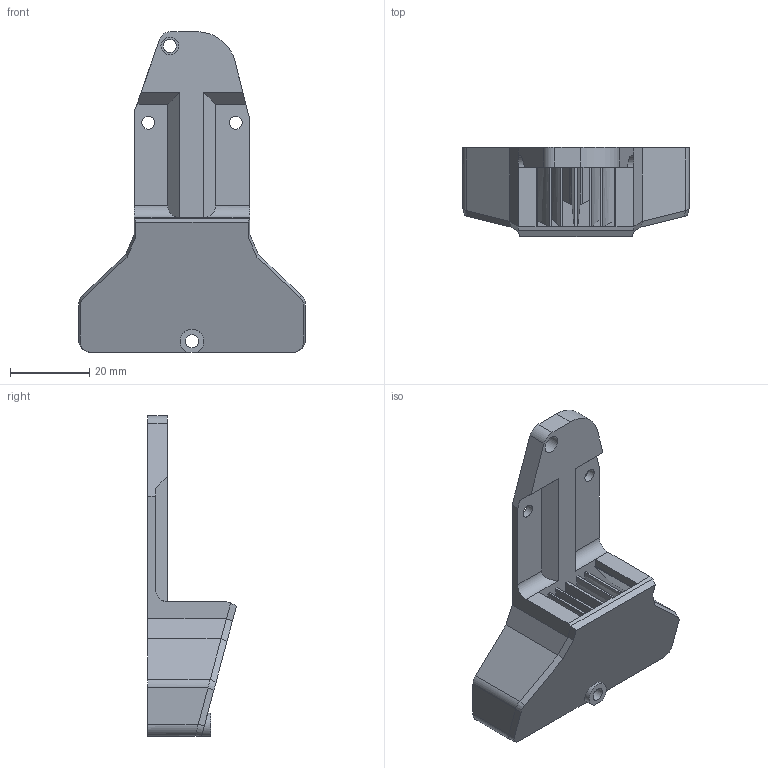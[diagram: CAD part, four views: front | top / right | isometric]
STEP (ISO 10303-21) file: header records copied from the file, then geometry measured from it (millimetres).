
FILE_DESCRIPTION(/* description */ (''),/* implementation_level */ '2;1');
FILE_NAME(/* name */ '5015 Rotated Part Fan.step',/* time_stamp */ '2022-06-14T11:05:23-05:00',/* author */ (''),/* organization */ (''),/* preprocessor_version */ 'ST-DEVELOPER v19',/* originating_system */ 'Autodesk Translation Framework v11.7.0.108',/* authorisation */ '');
FILE_SCHEMA (('AUTOMOTIVE_DESIGN { 1 0 10303 214 3 1 1 }'));
Length unit declared in the file: millimetre
Products named in the file (1): Sideways Fan Duct
Bounding box: 57.2 x 22.43 x 81 mm (x, y, z)
Volume: 15647 mm3; surface area: 15881.9 mm2
Topology: 1 solids, 1 shells, 118 faces, 359 edges, 234 vertices
Faces by surface type: plane 80, cylinder 26, bspline 12
Full cylindrical faces by diameter (mm): 3.3 x4, 4.5 x1
Entity records: 4423 total; most frequent: CARTESIAN_POINT 1216, ORIENTED_EDGE 718, DIRECTION 581, EDGE_CURVE 359, LINE 255, VECTOR 255, VERTEX_POINT 234, AXIS2_PLACEMENT_3D 163
